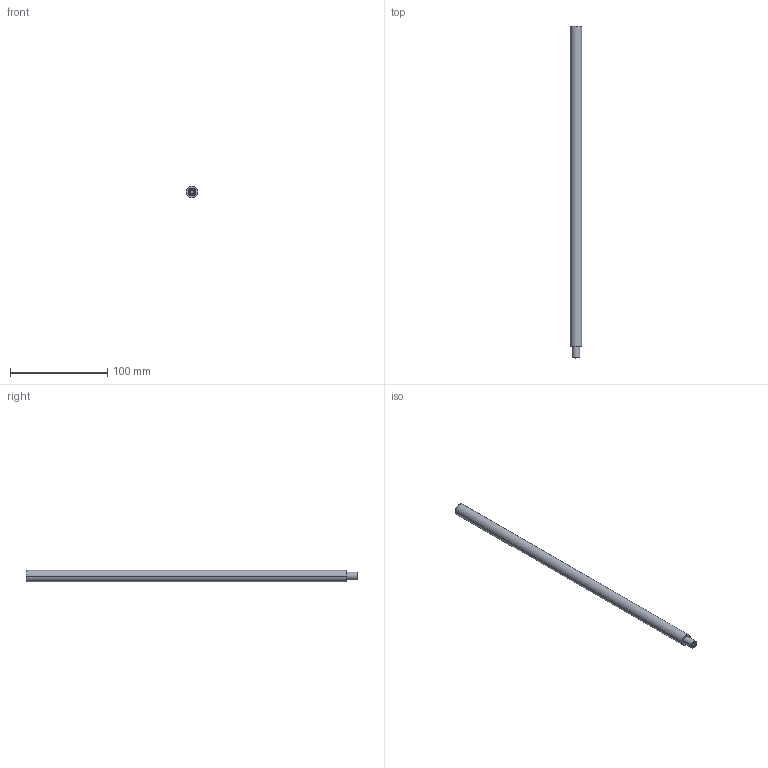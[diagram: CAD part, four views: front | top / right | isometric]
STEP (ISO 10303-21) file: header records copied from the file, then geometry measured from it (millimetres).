
FILE_DESCRIPTION (( 'STEP AP214' ), '1' );
FILE_NAME ('EW-200812.STEP', '2019-10-14T09:34:50', ( '' ), ( '' ), 'SwSTEP 2.0', 'SolidWorks 2018', '' );
FILE_SCHEMA (( 'AUTOMOTIVE_DESIGN' ));
Length unit declared in the file: millimetre
Products named in the file (3): EW-200812; EX200800-ALARGO_EW20Z330; ESPARRAGO_DIN913-M8X25
Assembly tree (2 placements, depth 2):
  EW-200812
    EX200800-ALARGO_EW20Z330
    ESPARRAGO_DIN913-M8X25
Bounding box: 12 x 342 x 12 mm (x, y, z)
Volume: 37907.1 mm3; surface area: 13769.5 mm2
Topology: 2 solids, 2 shells, 27 faces, 56 edges, 33 vertices
Faces by surface type: plane 11, cone 10, cylinder 6
Entity records: 878 total; most frequent: CARTESIAN_POINT 181, DIRECTION 132, ORIENTED_EDGE 108, EDGE_CURVE 54, AXIS2_PLACEMENT_3D 52, VERTEX_POINT 33, EDGE_LOOP 29, LINE 28
